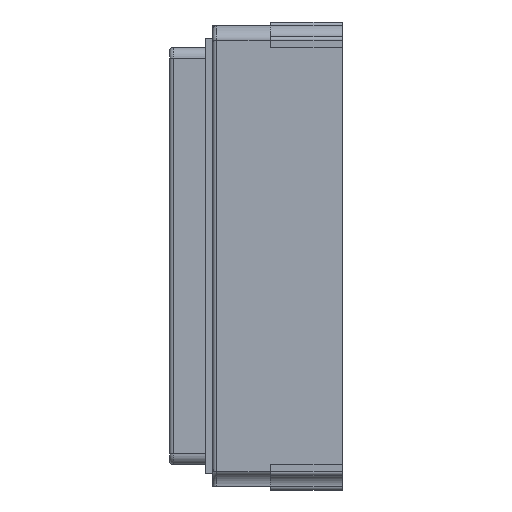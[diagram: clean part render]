
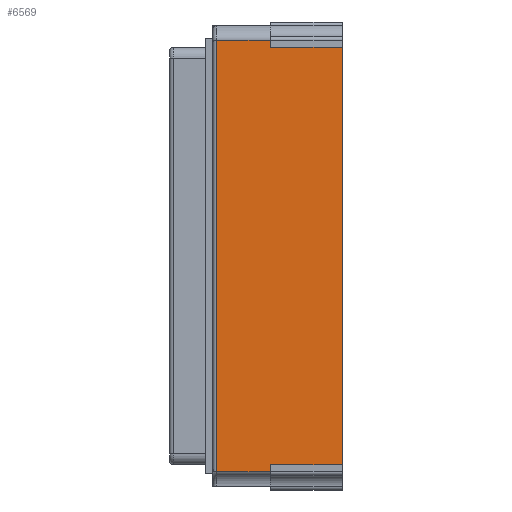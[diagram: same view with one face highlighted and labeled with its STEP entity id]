
A CAD part, left-side view. The second image highlights one B-rep face of the part: STEP entity #6569.
In plain terms, the highlighted planar face has unit normal (-1, 0, 0).
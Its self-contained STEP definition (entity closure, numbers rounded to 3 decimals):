
#148 = EDGE_CURVE ( 'NONE', #595, #5611, #4395, .T. ) ;
#162 = LINE ( 'NONE', #5631, #5630 ) ;
#275 = LINE ( 'NONE', #616, #3687 ) ;
#595 = VERTEX_POINT ( 'NONE', #6782 ) ;
#616 = CARTESIAN_POINT ( 'NONE',  ( -2.5, 0.5, 1.45 ) ) ;
#704 = VERTEX_POINT ( 'NONE', #2869 ) ;
#857 = CARTESIAN_POINT ( 'NONE',  ( -2.5, 0., 1.5 ) ) ;
#953 = FACE_OUTER_BOUND ( 'NONE', #4308, .T. ) ;
#957 = DIRECTION ( 'NONE',  ( 1., 0., 0. ) ) ;
#992 = ORIENTED_EDGE ( 'NONE', *, *, #6508, .F. ) ;
#1018 = VECTOR ( 'NONE', #4259, 1000. ) ;
#1242 = LINE ( 'NONE', #1511, #1799 ) ;
#1270 = CARTESIAN_POINT ( 'NONE',  ( -2.5, 0.5, -1.45 ) ) ;
#1511 = CARTESIAN_POINT ( 'NONE',  ( -2.5, 0.5, 1.45 ) ) ;
#1536 = VECTOR ( 'NONE', #6373, 1000. ) ;
#1559 = CARTESIAN_POINT ( 'NONE',  ( -2.5, 0., 1.45 ) ) ;
#1578 = CARTESIAN_POINT ( 'NONE',  ( -2.5, 0.875, 1.5 ) ) ;
#1614 = DIRECTION ( 'NONE',  ( 0., -1., 0. ) ) ;
#1799 = VECTOR ( 'NONE', #5218, 1000. ) ;
#1818 = EDGE_CURVE ( 'NONE', #3400, #2153, #3949, .T. ) ;
#1823 = CARTESIAN_POINT ( 'NONE',  ( -2.5, 0.875, -1.5 ) ) ;
#1852 = VERTEX_POINT ( 'NONE', #1270 ) ;
#1927 = AXIS2_PLACEMENT_3D ( 'NONE', #5748, #957, #5793 ) ;
#2024 = PLANE ( 'NONE',  #1927 ) ;
#2153 = VERTEX_POINT ( 'NONE', #1823 ) ;
#2199 = VECTOR ( 'NONE', #1614, 1000. ) ;
#2237 = ORIENTED_EDGE ( 'NONE', *, *, #1818, .T. ) ;
#2288 = ORIENTED_EDGE ( 'NONE', *, *, #148, .T. ) ;
#2299 = ORIENTED_EDGE ( 'NONE', *, *, #3796, .T. ) ;
#2409 = LINE ( 'NONE', #2592, #3092 ) ;
#2500 = DIRECTION ( 'NONE',  ( 0., 0., -1. ) ) ;
#2528 = EDGE_CURVE ( 'NONE', #704, #6649, #275, .T. ) ;
#2592 = CARTESIAN_POINT ( 'NONE',  ( -2.5, 0., -1.5 ) ) ;
#2679 = CARTESIAN_POINT ( 'NONE',  ( -2.5, 0.875, -1.5 ) ) ;
#2869 = CARTESIAN_POINT ( 'NONE',  ( -2.5, 0.5, 1.45 ) ) ;
#3012 = DIRECTION ( 'NONE',  ( 0., 1., 0. ) ) ;
#3092 = VECTOR ( 'NONE', #3740, 1000. ) ;
#3400 = VERTEX_POINT ( 'NONE', #1578 ) ;
#3687 = VECTOR ( 'NONE', #4923, 1000. ) ;
#3740 = DIRECTION ( 'NONE',  ( 0., -1., 0. ) ) ;
#3796 = EDGE_CURVE ( 'NONE', #1852, #595, #6854, .T. ) ;
#3949 = LINE ( 'NONE', #2679, #1536 ) ;
#3983 = VECTOR ( 'NONE', #3012, 1000. ) ;
#4259 = DIRECTION ( 'NONE',  ( 0., 0., 1. ) ) ;
#4265 = CARTESIAN_POINT ( 'NONE',  ( -2.5, 0.5, -1.45 ) ) ;
#4308 = EDGE_LOOP ( 'NONE', ( #5437, #2237, #4561, #992, #2299, #2288, #6493, #4485 ) ) ;
#4395 = LINE ( 'NONE', #6859, #1018 ) ;
#4485 = ORIENTED_EDGE ( 'NONE', *, *, #2528, .T. ) ;
#4549 = LINE ( 'NONE', #857, #3983 ) ;
#4561 = ORIENTED_EDGE ( 'NONE', *, *, #5563, .T. ) ;
#4923 = DIRECTION ( 'NONE',  ( 0., 0., 1. ) ) ;
#5218 = DIRECTION ( 'NONE',  ( 0., -1., 0. ) ) ;
#5437 = ORIENTED_EDGE ( 'NONE', *, *, #6496, .T. ) ;
#5563 = EDGE_CURVE ( 'NONE', #2153, #5758, #2409, .T. ) ;
#5611 = VERTEX_POINT ( 'NONE', #1559 ) ;
#5630 = VECTOR ( 'NONE', #2500, 1000. ) ;
#5631 = CARTESIAN_POINT ( 'NONE',  ( -2.5, 0.5, -1.45 ) ) ;
#5748 = CARTESIAN_POINT ( 'NONE',  ( -2.5, 0.9, 1.6 ) ) ;
#5758 = VERTEX_POINT ( 'NONE', #6021 ) ;
#5793 = DIRECTION ( 'NONE',  ( 0., 0., -1. ) ) ;
#6021 = CARTESIAN_POINT ( 'NONE',  ( -2.5, 0.5, -1.5 ) ) ;
#6140 = EDGE_CURVE ( 'NONE', #704, #5611, #1242, .T. ) ;
#6373 = DIRECTION ( 'NONE',  ( 0., 0., -1. ) ) ;
#6493 = ORIENTED_EDGE ( 'NONE', *, *, #6140, .F. ) ;
#6496 = EDGE_CURVE ( 'NONE', #6649, #3400, #4549, .T. ) ;
#6508 = EDGE_CURVE ( 'NONE', #1852, #5758, #162, .T. ) ;
#6569 = ADVANCED_FACE ( 'NONE', ( #953 ), #2024, .F. ) ;
#6649 = VERTEX_POINT ( 'NONE', #6769 ) ;
#6769 = CARTESIAN_POINT ( 'NONE',  ( -2.5, 0.5, 1.5 ) ) ;
#6782 = CARTESIAN_POINT ( 'NONE',  ( -2.5, 0., -1.45 ) ) ;
#6854 = LINE ( 'NONE', #4265, #2199 ) ;
#6859 = CARTESIAN_POINT ( 'NONE',  ( -2.5, 0., 1.6 ) ) ;
